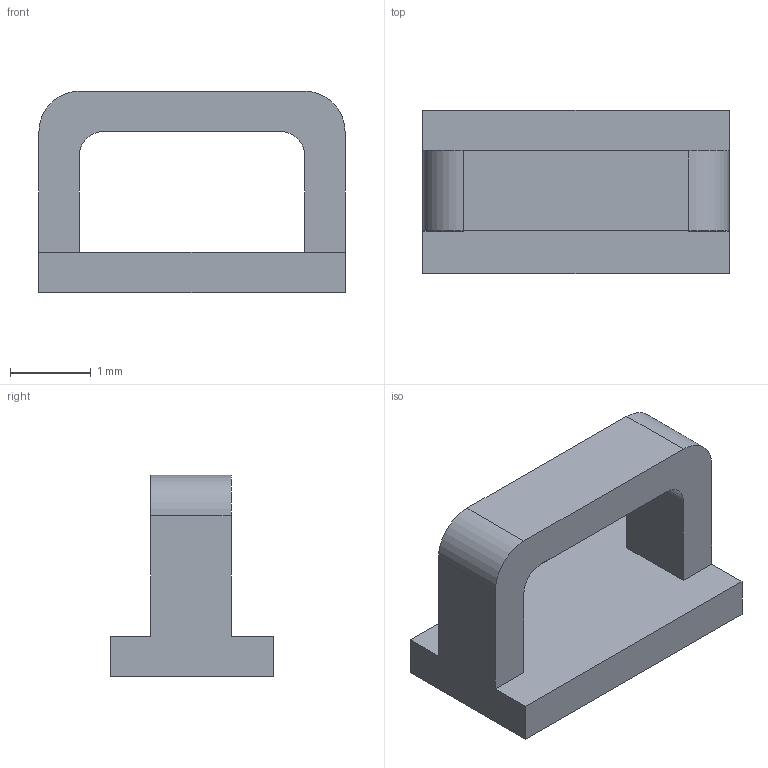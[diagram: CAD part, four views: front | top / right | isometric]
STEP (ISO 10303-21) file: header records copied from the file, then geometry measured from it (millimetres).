
FILE_DESCRIPTION(/* description */ (''),/* implementation_level */ '2;1');
FILE_NAME(/* name */ 'Keystone - 5019 - PCB Test Point v1.step',/* time_stamp */ '2023-02-24T12:25:09+01:00',/* author */ (''),/* organization */ (''),/* preprocessor_version */ 'ST-DEVELOPER v19.2',/* originating_system */ 'Autodesk Translation Framework v11.17.0.187',/* authorisation */ '');
FILE_SCHEMA (('AUTOMOTIVE_DESIGN { 1 0 10303 214 3 1 1 }'));
Length unit declared in the file: millimetre
Products named in the file (1): Keystone - 5019 - PCB Test Point
Bounding box: 3.8 x 2.03 x 2.5 mm (x, y, z)
Volume: 7.2 mm3; surface area: 39.8 mm2
Topology: 1 solids, 1 shells, 18 faces, 53 edges, 35 vertices
Faces by surface type: plane 14, cylinder 4
Entity records: 634 total; most frequent: CARTESIAN_POINT 107, ORIENTED_EDGE 106, DIRECTION 99, EDGE_CURVE 53, LINE 45, VECTOR 45, VERTEX_POINT 35, AXIS2_PLACEMENT_3D 27
